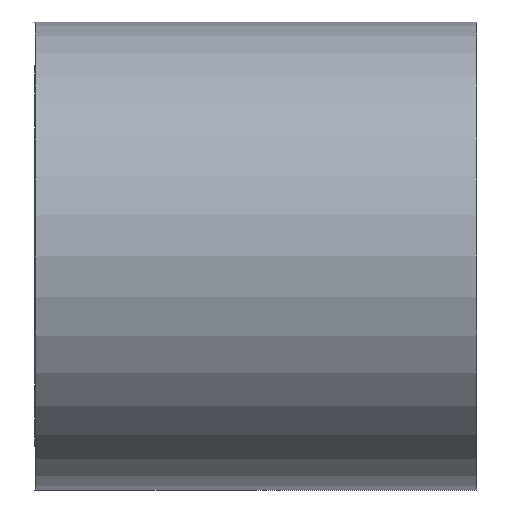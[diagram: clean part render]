
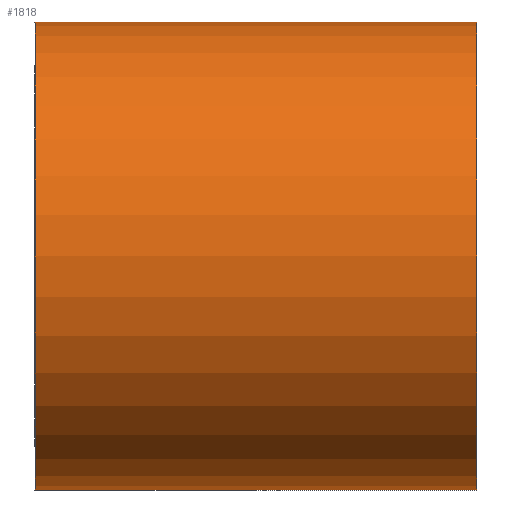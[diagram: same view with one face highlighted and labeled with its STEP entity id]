
A CAD part, left-side view. The second image highlights one B-rep face of the part: STEP entity #1818.
In plain terms, the highlighted cylindrical face has radius 9 mm (diameter 18 mm), a partial arc.
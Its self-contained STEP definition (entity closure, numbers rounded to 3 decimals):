
#211 = LINE ( 'NONE', #927, #414 ) ;
#221 = LINE ( 'NONE', #509, #2267 ) ;
#285 = FACE_OUTER_BOUND ( 'NONE', #1274, .T. ) ;
#286 = CYLINDRICAL_SURFACE ( 'NONE', #1582, 9. ) ;
#383 = AXIS2_PLACEMENT_3D ( 'NONE', #1117, #1118, #1119 ) ;
#384 = CIRCLE ( 'NONE', #383, 9. ) ;
#385 = AXIS2_PLACEMENT_3D ( 'NONE', #1114, #1115, #1116 ) ;
#386 = CIRCLE ( 'NONE', #385, 9. ) ;
#414 = VECTOR ( 'NONE', #928, 1000. ) ;
#509 = CARTESIAN_POINT ( 'NONE',  ( 0., 13.586, 9. ) ) ;
#510 = DIRECTION ( 'NONE',  ( 0., 1., 0. ) ) ;
#927 = CARTESIAN_POINT ( 'NONE',  ( 0., 13.586, -9. ) ) ;
#928 = DIRECTION ( 'NONE',  ( 0., 1., 0. ) ) ;
#1114 = CARTESIAN_POINT ( 'NONE',  ( 0., 7.5, 0. ) ) ;
#1115 = DIRECTION ( 'NONE',  ( 0., -1., 0. ) ) ;
#1116 = DIRECTION ( 'NONE',  ( 0., 0., -1. ) ) ;
#1117 = CARTESIAN_POINT ( 'NONE',  ( 0., -9.5, 0. ) ) ;
#1118 = DIRECTION ( 'NONE',  ( 0., 1., 0. ) ) ;
#1119 = DIRECTION ( 'NONE',  ( 0., 0., 1. ) ) ;
#1274 = EDGE_LOOP ( 'NONE', ( #1383, #1384, #1382, #1385 ) ) ;
#1382 = ORIENTED_EDGE ( 'NONE', *, *, #1722, .T. ) ;
#1383 = ORIENTED_EDGE ( 'NONE', *, *, #1685, .F. ) ;
#1384 = ORIENTED_EDGE ( 'NONE', *, *, #1706, .T. ) ;
#1385 = ORIENTED_EDGE ( 'NONE', *, *, #1705, .T. ) ;
#1417 = VERTEX_POINT ( 'NONE', #1565 ) ;
#1418 = VERTEX_POINT ( 'NONE', #1564 ) ;
#1419 = VERTEX_POINT ( 'NONE', #1579 ) ;
#1420 = VERTEX_POINT ( 'NONE', #1578 ) ;
#1564 = CARTESIAN_POINT ( 'NONE',  ( 0., 7.5, -9. ) ) ;
#1565 = CARTESIAN_POINT ( 'NONE',  ( 0., 7.5, 9. ) ) ;
#1578 = CARTESIAN_POINT ( 'NONE',  ( 0., -9.5, 9. ) ) ;
#1579 = CARTESIAN_POINT ( 'NONE',  ( 0., -9.5, -9. ) ) ;
#1582 = AXIS2_PLACEMENT_3D ( 'NONE', #1937, #1938, #1939 ) ;
#1685 = EDGE_CURVE ( 'NONE', #1419, #1418, #211, .T. ) ;
#1705 = EDGE_CURVE ( 'NONE', #1417, #1418, #386, .T. ) ;
#1706 = EDGE_CURVE ( 'NONE', #1419, #1420, #384, .T. ) ;
#1722 = EDGE_CURVE ( 'NONE', #1420, #1417, #221, .T. ) ;
#1818 = ADVANCED_FACE ( 'NONE', ( #285 ), #286, .T. ) ;
#1937 = CARTESIAN_POINT ( 'NONE',  ( 0., 13.586, 0. ) ) ;
#1938 = DIRECTION ( 'NONE',  ( 0., 1., 0. ) ) ;
#1939 = DIRECTION ( 'NONE',  ( 0., 0., 1. ) ) ;
#2267 = VECTOR ( 'NONE', #510, 1000. ) ;
